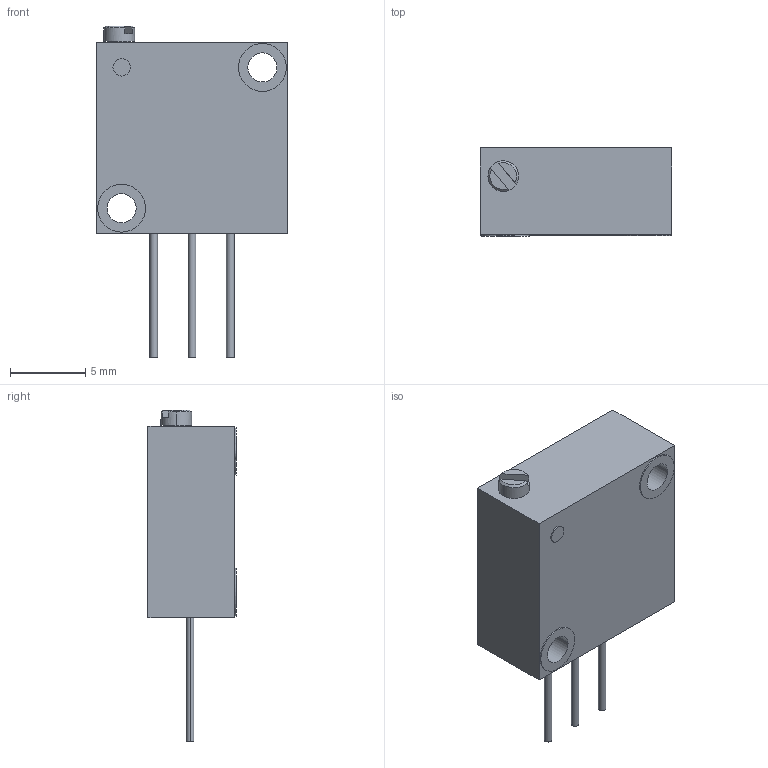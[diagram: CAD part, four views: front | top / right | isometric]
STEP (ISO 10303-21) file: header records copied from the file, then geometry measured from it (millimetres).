
FILE_DESCRIPTION((''),'2;1');
FILE_NAME('3252W','2012-10-29T',('stevec'),('Bourns, Inc.'),'PRO/ENGINEER BY PARAMETRIC TECHNOLOGY CORPORATION, 2012230','PRO/ENGINEER BY PARAMETRIC TECHNOLOGY CORPORATION, 2012230','');
FILE_SCHEMA(('CONFIG_CONTROL_DESIGN'));
Length unit declared in the file: inch
Products named in the file (1): 3252W
Bounding box: 12.7 x 5.84 x 22.02 mm (x, y, z)
Volume: 894.5 mm3; surface area: 890.4 mm2
Topology: 1 solids, 5 shells, 506 faces, 1392 edges, 927 vertices
Faces by surface type: plane 419, cylinder 62, bspline 13, cone 6, extrusion 6
Entity records: 16872 total; most frequent: CARTESIAN_POINT 3977, ORIENTED_EDGE 2784, DIRECTION 2437, EDGE_CURVE 1392, VECTOR 1161, LINE 1155, VERTEX_POINT 927, AXIS2_PLACEMENT_3D 638
